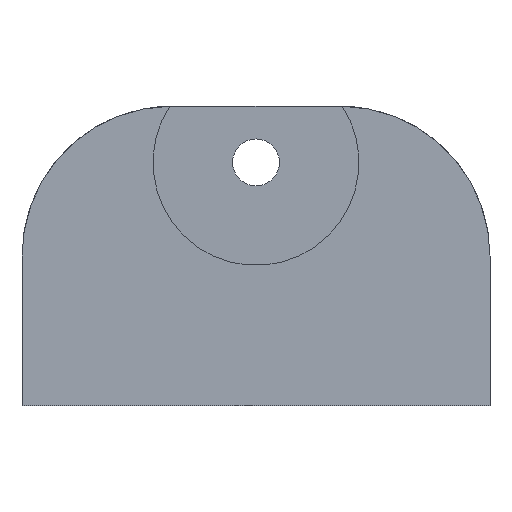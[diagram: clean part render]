
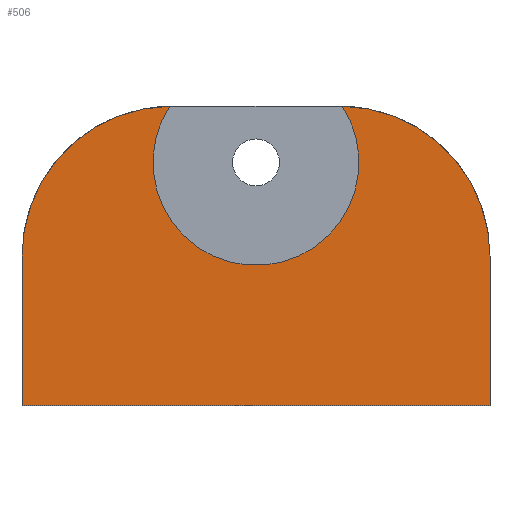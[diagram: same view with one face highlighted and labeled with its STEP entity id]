
A CAD part, left-side view. The second image highlights one B-rep face of the part: STEP entity #506.
In plain terms, the highlighted planar face has unit normal (-1, 0, 0).
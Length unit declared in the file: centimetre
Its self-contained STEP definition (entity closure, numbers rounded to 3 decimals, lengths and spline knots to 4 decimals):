
#18=PLANE($,#550);
#45=LINE($,#798,#91);
#46=LINE($,#800,#92);
#47=LINE($,#801,#93);
#91=VECTOR($,#647,0.8);
#92=VECTOR($,#648,2.5);
#93=VECTOR($,#649,0.8);
#142=FACE_OUTER_BOUND($,#170,.T.);
#170=EDGE_LOOP($,(#391,#392,#393,#394,#395,#396));
#199=CIRCLE($,#538,0.8);
#202=CIRCLE($,#543,0.55);
#206=CIRCLE($,#548,0.8);
#232=VERTEX_POINT($,#768);
#233=VERTEX_POINT($,#770);
#237=VERTEX_POINT($,#783);
#240=VERTEX_POINT($,#792);
#241=VERTEX_POINT($,#797);
#242=VERTEX_POINT($,#799);
#285=EDGE_CURVE($,#232,#233,#199,.T.);
#293=EDGE_CURVE($,#232,#237,#202,.T.);
#298=EDGE_CURVE($,#240,#237,#206,.T.);
#299=EDGE_CURVE($,#240,#241,#45,.T.);
#300=EDGE_CURVE($,#241,#242,#46,.T.);
#301=EDGE_CURVE($,#242,#233,#47,.T.);
#391=ORIENTED_EDGE($,*,*,#299,.T.);
#392=ORIENTED_EDGE($,*,*,#300,.T.);
#393=ORIENTED_EDGE($,*,*,#301,.T.);
#394=ORIENTED_EDGE($,*,*,#285,.F.);
#395=ORIENTED_EDGE($,*,*,#293,.T.);
#396=ORIENTED_EDGE($,*,*,#298,.F.);
#506=ADVANCED_FACE($,(#142),#18,.T.);
#538=AXIS2_PLACEMENT_3D($,#771,#615,#616);
#543=AXIS2_PLACEMENT_3D($,#786,#630,#631);
#548=AXIS2_PLACEMENT_3D($,#794,#641,#642);
#550=AXIS2_PLACEMENT_3D($,#796,#645,#646);
#615=DIRECTION('center_axis',(1.,0.,0.));
#616=DIRECTION('ref_axis',(0.,-0.707,0.707));
#630=DIRECTION('center_axis',(1.,0.,0.));
#631=DIRECTION('ref_axis',(0.,0.,-1.));
#641=DIRECTION('center_axis',(1.,0.,0.));
#642=DIRECTION('ref_axis',(0.,0.707,0.707));
#645=DIRECTION('center_axis',(-1.,0.,0.));
#646=DIRECTION('ref_axis',(0.,0.,-1.));
#647=DIRECTION($,(0.,0.,-1.));
#648=DIRECTION($,(0.,-1.,0.));
#649=DIRECTION($,(0.,0.,1.));
#768=CARTESIAN_POINT('',(-2.05,6.689,1.5999));
#770=CARTESIAN_POINT('',(-2.05,5.9,0.8));
#771=CARTESIAN_POINT('Origin',(-2.05,6.7,0.8));
#783=CARTESIAN_POINT('',(-2.05,7.611,1.5999));
#786=CARTESIAN_POINT('Origin',(-2.05,7.15,1.3));
#792=CARTESIAN_POINT('',(-2.05,8.4,0.8));
#794=CARTESIAN_POINT('Origin',(-2.05,7.6,0.8));
#796=CARTESIAN_POINT('Origin',(-2.05,7.15,1.));
#797=CARTESIAN_POINT('',(-2.05,8.4,0.));
#798=CARTESIAN_POINT($,(-2.05,8.4,2.));
#799=CARTESIAN_POINT('',(-2.05,5.9,0.));
#800=CARTESIAN_POINT($,(-2.05,8.4,0.));
#801=CARTESIAN_POINT($,(-2.05,5.9,0.));
